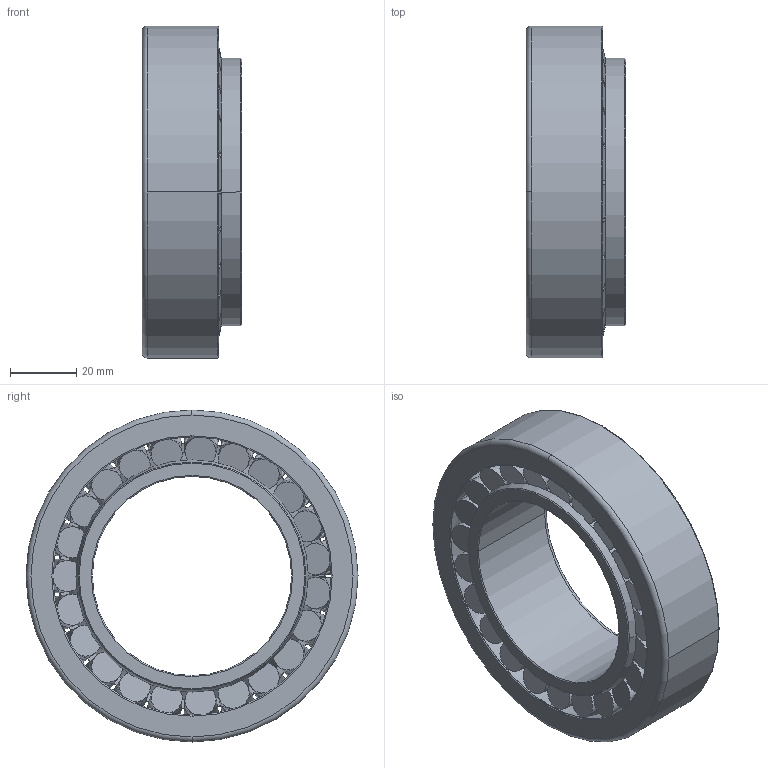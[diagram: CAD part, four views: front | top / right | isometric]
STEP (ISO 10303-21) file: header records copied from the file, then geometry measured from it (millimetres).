
FILE_DESCRIPTION(('STEP AP214'),'1');
FILE_NAME('skf_bearing_33112_2.stp','2024-08-22T14:29:01',('TraceParts'),('TraceParts S.A.'),'Spatial InterOp 3D',' ',' ');
FILE_SCHEMA(('AUTOMOTIVE_DESIGN { 1 0 10303 214 1 1 1 1 }'));
Length unit declared in the file: millimetre
Products named in the file (1): skf_bearing_33112_2_1
Bounding box: 30 x 100 x 100 mm (x, y, z)
Volume: 112132.8 mm3; surface area: 52618.4 mm2
Topology: 3 solids, 3 shells, 174 faces, 363 edges, 239 vertices
Faces by surface type: cone 60, torus 58, plane 50, cylinder 6
Entity records: 6319 total; most frequent: CARTESIAN_POINT 2527, DIRECTION 830, ORIENTED_EDGE 726, AXIS2_PLACEMENT_3D 382, EDGE_CURVE 363, VERTEX_POINT 239, EDGE_LOOP 224, CIRCLE 205
